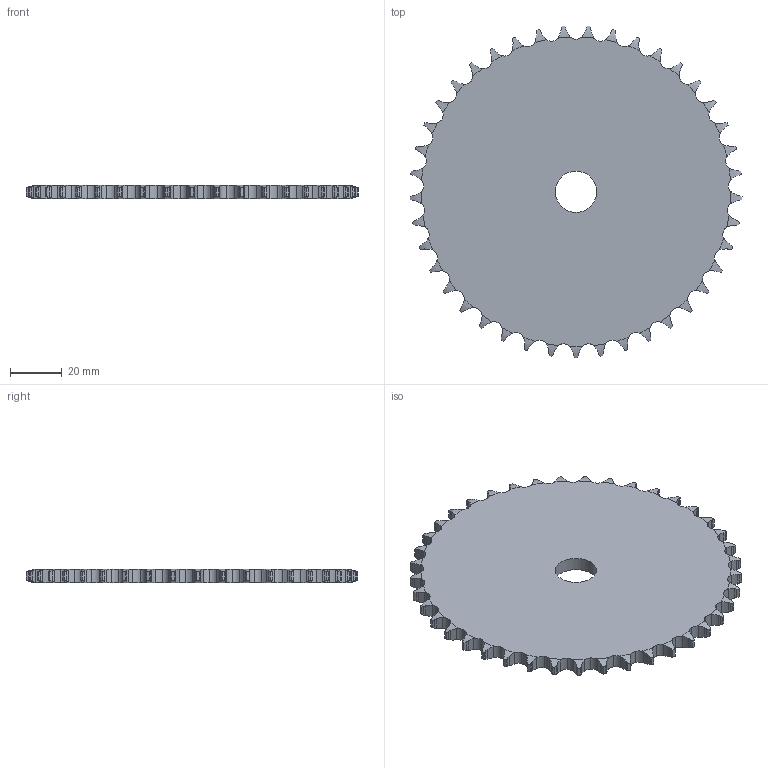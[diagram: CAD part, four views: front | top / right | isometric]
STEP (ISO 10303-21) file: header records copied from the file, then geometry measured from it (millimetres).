
FILE_DESCRIPTION(('FreeCAD Model'),'2;1');
FILE_NAME('Open CASCADE Shape Model','2022-02-06T09:38:18',('FreeCAD'),( 'FreeCAD'),'Open CASCADE STEP processor 7.4','FreeCAD','Unknown');
FILE_SCHEMA(('AUTOMOTIVE_DESIGN { 1 0 10303 214 1 1 1 1 }'));
Length unit declared in the file: millimetre
Products named in the file (1): Open CASCADE STEP translator 7.4 34
Bounding box: 128.44 x 128.35 x 5.3 mm (x, y, z)
Volume: 60329.7 mm3; surface area: 26166.5 mm2
Topology: 1 solids, 1 shells, 456 faces, 1362 edges, 908 vertices
Faces by surface type: cylinder 288, plane 84, torus 84
Full cylindrical faces by diameter (mm): 16 x1
Entity records: 40956 total; most frequent: CARTESIAN_POINT 18045, DIRECTION 3110, ORIENTED_EDGE 2724, PCURVE 2724, DEFINITIONAL_REPRESENTATION 2724, B_SPLINE_CURVE_WITH_KNOTS 1974, LINE 1528, VECTOR 1528
